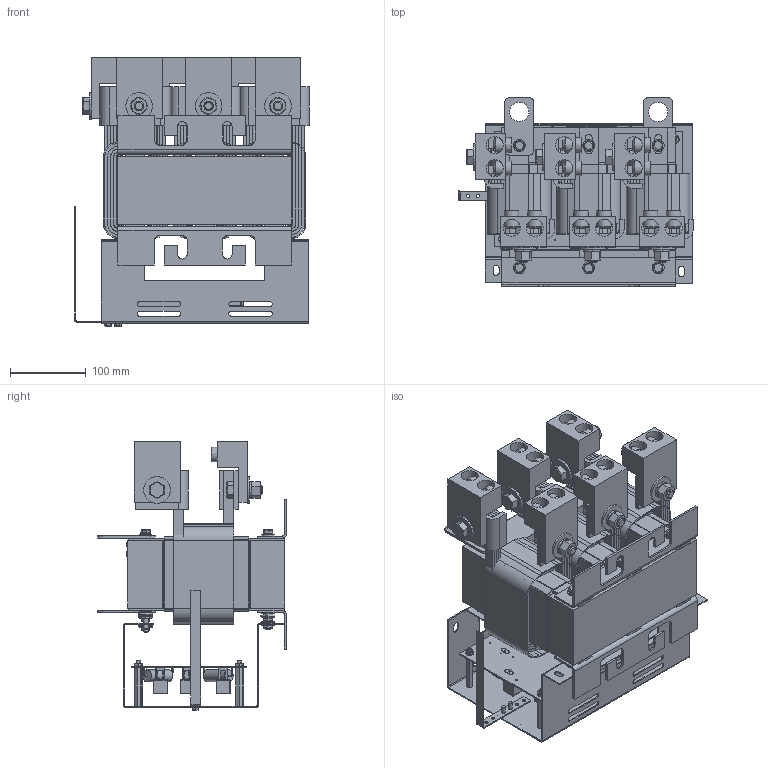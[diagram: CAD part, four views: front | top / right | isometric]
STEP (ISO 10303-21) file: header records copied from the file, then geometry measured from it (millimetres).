
FILE_DESCRIPTION(/* description */ (''),/* implementation_level */ '2;1');
FILE_NAME(/* name */ 'V1K420A00.stp',/* time_stamp */ '2022-02-28T08:55:40-06:00',/* author */ ('jnelson'),/* organization */ (''),/* preprocessor_version */ 'ST-DEVELOPER v17',/* originating_system */ 'Autodesk Inventor 2019',/* authorisation */ '');
FILE_SCHEMA (('AUTOMOTIVE_DESIGN { 1 0 10303 214 3 1 1 }'));
Products named in the file (42): V1K420A00; 25285 ASSY; 25285-REV-D; 25346; 25011 BRD ASSY; 25011 BRD; 25011-1 DECAL; 25011 long RESISTOR; 25011 short RESISTOR; capacitor 2.15 MTG; 1496; KDRJ1R WITH 15467 TERMINALS AND AU-600-A; KDRJ1R WITH 15467 TERMINALS-A; 16600; 23412-3.50; 24262; 24981 WITH 15467 TERMINALS-A; 23576; 20852; 24981- CORE WRAP; 24981-COIL WINDING-A; 24981-OUTER WRAP; 30528; 1505-1763-4495 ASSEMBLY; 30097- LARGE  BLANK  (REACTOR); 1763-4495 ASSEMBLY; 4495; 1763; 15217; 31621-1; 11236; 2401 AND 1512; 1610 AND 1511; 2401; 1610 AND 1511 AND 1512; 1610; 1512; 1511; 28141-V1K BLANK; 1505 ...
Assembly tree (100 placements, depth 5):
  V1K420A00
    25285 ASSY
      25285-REV-D
      25346  x4
      25011 BRD ASSY
        25011 BRD
        25011-1 DECAL
        25011 long RESISTOR  x3
        25011 short RESISTOR  x3
        capacitor 2.15 MTG  x3
      1496  x4
    KDRJ1R WITH 15467 TERMINALS AND AU-600-A
      KDRJ1R WITH 15467 TERMINALS-A
        23412-3.50  x2
        16600  x2
        24262  x2
        24981 WITH 15467 TERMINALS-A  x3
          23576
          20852
          24981- CORE WRAP
          24981-COIL WINDING-A
          24981-OUTER WRAP
          30528
        15217  x6
        1505-1763-4495 ASSEMBLY  x6
          4495
          1763
          1505
        30097- LARGE  BLANK  (REACTOR)
        1763-4495 ASSEMBLY  x6
          4495
          1763
        31621-1  x2
      11236  x6
      2401 AND 1512  x3
        2401
        1512
      1610 AND 1511  x3
        1610
        1511
      2401  x3
      1610 AND 1511 AND 1512  x3
        1610
        1512
        1511
    1505  x4
    28141-V1K BLANK
    30576
    25441  x2
Bounding box: 309.37 x 248.92 x 353.59 mm (x, y, z)
Volume: 5933441.3 mm3; surface area: 2295846.6 mm2
Topology: 197 solids, 197 shells, 4990 faces, 12916 edges, 8624 vertices
Faces by surface type: plane 2895, cylinder 1783, bspline 160, cone 76, torus 52, sphere 24
Full cylindrical faces by diameter (mm): 0.762 x12, 1.159 x12, 1.524 x24, 3.175 x6, 4.135 x1, 4.166 x16, 4.318 x6, 4.597 x2, 5.08 x4, 5.588 x8, 6.147 x12, 6.35 x16, 7.137 x12, 7.62 x12, 8.738 x6, 9.652 x6, 9.906 x2, 12.7 x24, 13.462 x6, 13.494 x6, 14.351 x6, 15.875 x15, 18.491 x10, 19.05 x18, 22.682 x12, 25.4 x2, 35.052 x6
Entity records: 66011 total; most frequent: CARTESIAN_POINT 14015, ORIENTED_EDGE 10426, DIRECTION 10165, EDGE_CURVE 5213, LINE 3507, VECTOR 3507, VERTEX_POINT 3435, AXIS2_PLACEMENT_3D 3329
